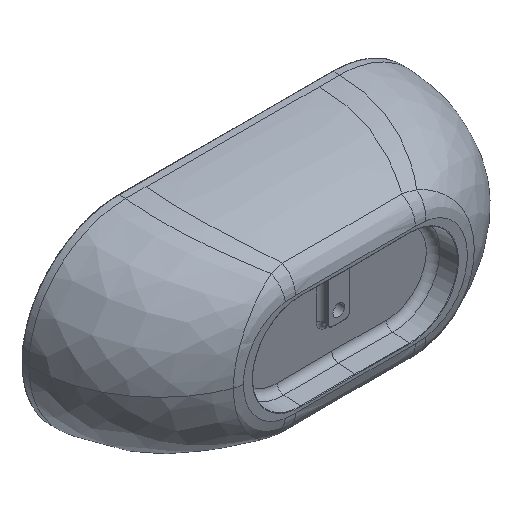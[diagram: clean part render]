
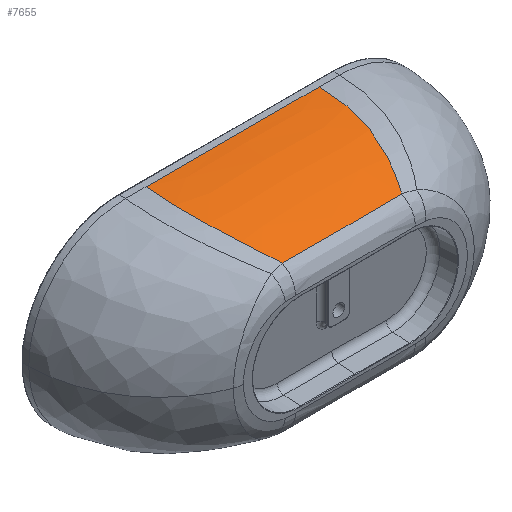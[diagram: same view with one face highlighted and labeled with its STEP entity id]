
A CAD part, isometric view. The second image highlights one B-rep face of the part: STEP entity #7655.
In plain terms, the highlighted free-form (B-spline) face has degree [5, 5] with [11, 7] control points.
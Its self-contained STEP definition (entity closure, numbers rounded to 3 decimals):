
#1945=DIRECTION('',(1.,0.,0.));
#1946=VECTOR('',#1945,366.649);
#1947=CARTESIAN_POINT('',(-366.275,0.,410.));
#1948=LINE('',#1947,#1946);
#1949=DIRECTION('',(-1.,0.,0.));
#1950=VECTOR('',#1949,365.902);
#1951=CARTESIAN_POINT('',(366.275,0.,410.));
#1952=LINE('',#1951,#1950);
#1953=CARTESIAN_POINT('',(366.275,0.,410.));
#1954=CARTESIAN_POINT('',(367.75,-24.08,409.236));
#1955=CARTESIAN_POINT('',(368.501,-72.241,406.465));
#1956=CARTESIAN_POINT('',(361.323,-167.606,395.967));
#1957=CARTESIAN_POINT('',(336.59,-283.239,373.597));
#1958=CARTESIAN_POINT('',(294.27,-388.577,339.546));
#1959=CARTESIAN_POINT('',(263.327,-445.715,314.245));
#1960=CARTESIAN_POINT('',(252.9,-463.45,305.602));
#1962=CARTESIAN_POINT('',(252.9,-463.45,305.602));
#1963=CARTESIAN_POINT('',(226.586,-463.47,305.372));
#1964=CARTESIAN_POINT('',(176.678,-463.458,304.975));
#1965=CARTESIAN_POINT('',(111.284,-463.399,304.598));
#1966=CARTESIAN_POINT('',(49.334,-463.351,304.388));
#1967=CARTESIAN_POINT('',(-15.456,-463.338,
304.335));
#1968=CARTESIAN_POINT('',(-87.149,-463.375,
304.486));
#1969=CARTESIAN_POINT('',(-165.604,-463.451,
304.889));
#1970=CARTESIAN_POINT('',(-222.89,-463.473,
305.34));
#1971=CARTESIAN_POINT('',(-252.9,-463.45,
305.602));
#2289=CARTESIAN_POINT('',(252.9,-463.45,305.602));
#2295=CARTESIAN_POINT('',(-366.275,0.,410.));
#2296=CARTESIAN_POINT('',(-367.75,-24.08,
409.236));
#2297=CARTESIAN_POINT('',(-368.501,-72.241,
406.465));
#2298=CARTESIAN_POINT('',(-361.323,-167.606,
395.967));
#2299=CARTESIAN_POINT('',(-336.59,-283.239,
373.597));
#2300=CARTESIAN_POINT('',(-294.27,-388.577,
339.546));
#2301=CARTESIAN_POINT('',(-263.327,-445.715,
314.245));
#2302=CARTESIAN_POINT('',(-252.9,-463.45,
305.602));
#2304=CARTESIAN_POINT('',(-252.9,-463.45,
305.602));
#2410=VERTEX_POINT('',#2304);
#2425=VERTEX_POINT('',#2289);
#2466=CARTESIAN_POINT('',(-366.275,0.,410.));
#2467=VERTEX_POINT('',#2466);
#2468=CARTESIAN_POINT('',(0.374,0.,
410.));
#2469=VERTEX_POINT('',#2468);
#2470=CARTESIAN_POINT('',(366.275,0.,410.));
#2471=VERTEX_POINT('',#2470);
#7566=CARTESIAN_POINT('',(-373.273,5.046,410.157));
#7567=CARTESIAN_POINT('',(-298.587,4.933,410.092));
#7568=CARTESIAN_POINT('',(-149.261,4.739,409.991));
#7569=CARTESIAN_POINT('',(0.,4.653,409.954));
#7570=CARTESIAN_POINT('',(149.261,4.739,409.991));
#7571=CARTESIAN_POINT('',(298.587,4.933,410.092));
#7572=CARTESIAN_POINT('',(373.273,5.046,410.157));
#7573=CARTESIAN_POINT('',(-374.329,-10.445,
409.703));
#7574=CARTESIAN_POINT('',(-299.53,-10.211,
409.839));
#7575=CARTESIAN_POINT('',(-149.833,-9.809,
410.052));
#7576=CARTESIAN_POINT('',(0.,-9.631,
410.128));
#7577=CARTESIAN_POINT('',(149.833,-9.809,410.052));
#7578=CARTESIAN_POINT('',(299.53,-10.211,409.839));
#7579=CARTESIAN_POINT('',(374.329,-10.445,409.703));
#7580=CARTESIAN_POINT('',(-375.631,-40.404,
408.413));
#7581=CARTESIAN_POINT('',(-300.746,-39.501,
408.915));
#7582=CARTESIAN_POINT('',(-150.62,-37.953,
409.693));
#7583=CARTESIAN_POINT('',(0.,-37.264,
409.973));
#7584=CARTESIAN_POINT('',(150.62,-37.953,409.693));
#7585=CARTESIAN_POINT('',(300.746,-39.501,408.915));
#7586=CARTESIAN_POINT('',(375.631,-40.404,408.413));
#7587=CARTESIAN_POINT('',(-375.368,-99.287,
404.319));
#7588=CARTESIAN_POINT('',(-300.825,-97.074,
405.437));
#7589=CARTESIAN_POINT('',(-150.957,-93.282,
407.175));
#7590=CARTESIAN_POINT('',(0.,-91.594,
407.799));
#7591=CARTESIAN_POINT('',(150.957,-93.282,407.175));
#7592=CARTESIAN_POINT('',(300.825,-97.074,405.437));
#7593=CARTESIAN_POINT('',(375.368,-99.287,404.319));
#7594=CARTESIAN_POINT('',(-366.753,-186.125,
393.645));
#7595=CARTESIAN_POINT('',(-294.21,-182.181,
395.392));
#7596=CARTESIAN_POINT('',(-147.932,-175.421,
398.104));
#7597=CARTESIAN_POINT('',(0.,-172.412,
399.08));
#7598=CARTESIAN_POINT('',(147.932,-175.421,398.104));
#7599=CARTESIAN_POINT('',(294.21,-182.181,395.392));
#7600=CARTESIAN_POINT('',(366.753,-186.125,393.645));
#7601=CARTESIAN_POINT('',(-343.167,-283.706,
373.348));
#7602=CARTESIAN_POINT('',(-275.406,-278.544,
375.322));
#7603=CARTESIAN_POINT('',(-138.596,-269.696,
378.389));
#7604=CARTESIAN_POINT('',(0.,-265.757,
379.492));
#7605=CARTESIAN_POINT('',(138.596,-269.696,378.389));
#7606=CARTESIAN_POINT('',(275.406,-278.544,375.322));
#7607=CARTESIAN_POINT('',(343.167,-283.706,373.348));
#7608=CARTESIAN_POINT('',(-308.105,-374.345,
345.697));
#7609=CARTESIAN_POINT('',(-247.197,-369.304,
347.414));
#7610=CARTESIAN_POINT('',(-124.329,-360.663,
350.08));
#7611=CARTESIAN_POINT('',(0.,-356.816,
351.039));
#7612=CARTESIAN_POINT('',(124.329,-360.663,350.08));
#7613=CARTESIAN_POINT('',(247.197,-369.304,347.414));
#7614=CARTESIAN_POINT('',(308.105,-374.345,345.697));
#7615=CARTESIAN_POINT('',(-270.376,-445.178,
315.762));
#7616=CARTESIAN_POINT('',(-216.732,-441.713,
316.858));
#7617=CARTESIAN_POINT('',(-108.807,-435.773,
318.562));
#7618=CARTESIAN_POINT('',(0.,-433.129,
319.175));
#7619=CARTESIAN_POINT('',(108.807,-435.773,318.562));
#7620=CARTESIAN_POINT('',(216.732,-441.713,316.858));
#7621=CARTESIAN_POINT('',(270.376,-445.178,315.762));
#7622=CARTESIAN_POINT('',(-242.627,-488.884,
293.12));
#7623=CARTESIAN_POINT('',(-194.295,-487.206,
293.631));
#7624=CARTESIAN_POINT('',(-97.346,-484.329,
294.426));
#7625=CARTESIAN_POINT('',(0.,-483.048,
294.712));
#7626=CARTESIAN_POINT('',(97.346,-484.329,294.426));
#7627=CARTESIAN_POINT('',(194.295,-487.206,293.631));
#7628=CARTESIAN_POINT('',(242.627,-488.884,293.12));
#7629=CARTESIAN_POINT('',(-228.285,-509.786,
281.148));
#7630=CARTESIAN_POINT('',(-182.694,-509.195,
281.326));
#7631=CARTESIAN_POINT('',(-91.415,-508.181,
281.601));
#7632=CARTESIAN_POINT('',(0.,-507.729,
281.701));
#7633=CARTESIAN_POINT('',(91.415,-508.181,281.601));
#7634=CARTESIAN_POINT('',(182.694,-509.195,281.326));
#7635=CARTESIAN_POINT('',(228.285,-509.786,281.148));
#7636=CARTESIAN_POINT('',(-220.998,-520.,
275.));
#7637=CARTESIAN_POINT('',(-176.798,-520.,
275.));
#7638=CARTESIAN_POINT('',(-88.399,-520.,
275.));
#7639=CARTESIAN_POINT('',(0.,-520.,
275.));
#7640=CARTESIAN_POINT('',(88.399,-520.,275.));
#7641=CARTESIAN_POINT('',(176.798,-520.,275.));
#7642=CARTESIAN_POINT('',(220.998,-520.,275.));
#7643=B_SPLINE_SURFACE_WITH_KNOTS('',5,5,((#7566,#7567,#7568,#7569,#7570,#7571,
#7572),(#7573,#7574,#7575,#7576,#7577,#7578,#7579),(#7580,#7581,#7582,#7583,
#7584,#7585,#7586),(#7587,#7588,#7589,#7590,#7591,#7592,#7593),(#7594,#7595,
#7596,#7597,#7598,#7599,#7600),(#7601,#7602,#7603,#7604,#7605,#7606,#7607),(
#7608,#7609,#7610,#7611,#7612,#7613,#7614),(#7615,#7616,#7617,#7618,#7619,#7620,
#7621),(#7622,#7623,#7624,#7625,#7626,#7627,#7628),(#7629,#7630,#7631,#7632,
#7633,#7634,#7635),(#7636,#7637,#7638,#7639,#7640,#7641,#7642)),.UNSPECIFIED.,
.F.,.F.,.F.,(6,1,1,1,1,1,6),(6,1,6),(-0.009,0.125,0.25,0.5,
0.75,0.875,1.),(0.165,0.25,0.335),
.UNSPECIFIED.);
#7645=ORIENTED_EDGE('',*,*,#7644,.T.);
#7647=ORIENTED_EDGE('',*,*,#7646,.F.);
#7649=ORIENTED_EDGE('',*,*,#7648,.T.);
#7650=ORIENTED_EDGE('',*,*,#7560,.T.);
#7652=ORIENTED_EDGE('',*,*,#7651,.F.);
#7653=EDGE_LOOP('',(#7645,#7647,#7649,#7650,#7652));
#7654=FACE_OUTER_BOUND('',#7653,.F.);
#7655=ADVANCED_FACE('',(#7654),#7643,.T.);
#1961=B_SPLINE_CURVE_WITH_KNOTS('',3,(#1953,#1954,#1955,#1956,#1957,#1958,#1959,
#1960),.UNSPECIFIED.,.F.,.F.,(4,1,1,1,1,4),(0.,0.144,
0.288,0.576,0.864,1.),.UNSPECIFIED.);
#1972=B_SPLINE_CURVE_WITH_KNOTS('',3,(#1962,#1963,#1964,#1965,#1966,#1967,#1968,
#1969,#1970,#1971),.UNSPECIFIED.,.F.,.F.,(4,1,1,1,1,1,1,4),(0.,
0.143,0.286,0.429,0.571,
0.714,0.857,1.),.UNSPECIFIED.);
#2303=B_SPLINE_CURVE_WITH_KNOTS('',3,(#2295,#2296,#2297,#2298,#2299,#2300,#2301,
#2302),.UNSPECIFIED.,.F.,.F.,(4,1,1,1,1,4),(0.,0.144,
0.288,0.576,0.864,1.),.UNSPECIFIED.);
#7560=EDGE_CURVE('',#2425,#2410,#1972,.T.);
#7644=EDGE_CURVE('',#2467,#2469,#1948,.T.);
#7646=EDGE_CURVE('',#2471,#2469,#1952,.T.);
#7648=EDGE_CURVE('',#2471,#2425,#1961,.T.);
#7651=EDGE_CURVE('',#2467,#2410,#2303,.T.);
